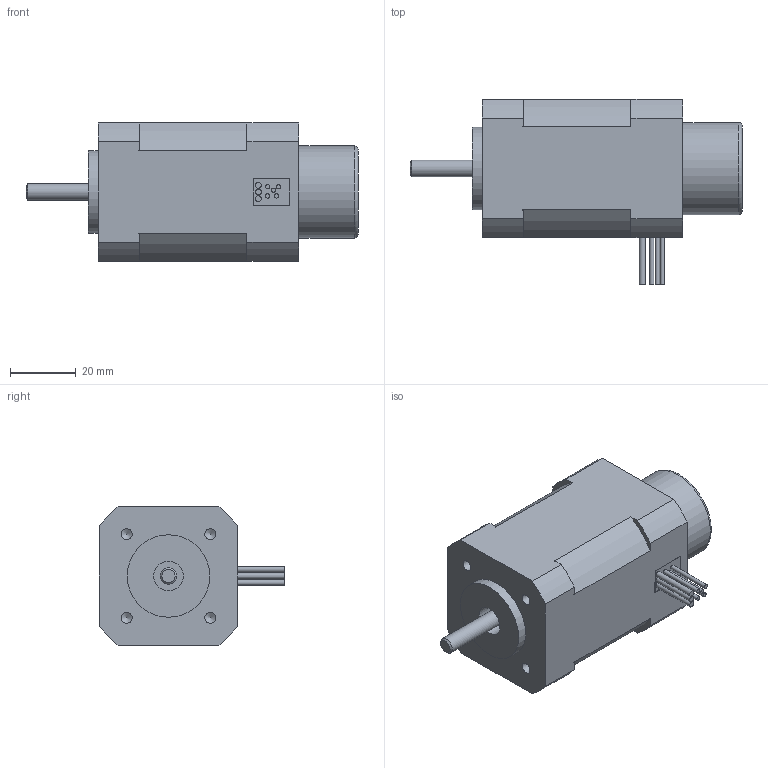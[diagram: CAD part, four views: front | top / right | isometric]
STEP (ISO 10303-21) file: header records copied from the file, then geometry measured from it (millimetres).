
FILE_DESCRIPTION(/* description */ (''),/* implementation_level */ '2;1');
FILE_NAME(/* name */ 'QBL4208-61-04-013-1024-AT.step',/* time_stamp */ '2019-05-09T11:13:11+02:00',/* author */ ('jakob.buesch'),/* organization */ (''),/* preprocessor_version */ 'ST-DEVELOPER v18',/* originating_system */ 'Autodesk Translation Framework v8.2.0.1029',/* authorisation */ '');
FILE_SCHEMA (('AUTOMOTIVE_DESIGN { 1 0 10303 214 3 1 1 }'));
Length unit declared in the file: millimetre
Products named in the file (1): QBL4208-61-04-013-1024-AT
Bounding box: 101 x 56.3 x 42 mm (x, y, z)
Volume: 114860.8 mm3; surface area: 15909.6 mm2
Topology: 9 solids, 11 shells, 99 faces, 209 edges, 143 vertices
Faces by surface type: plane 49, cylinder 38, cone 11, torus 1
Full cylindrical faces by diameter (mm): 1.3 x10, 1.8 x6, 2.5 x2, 3.332 x4, 5 x1, 9 x1, 25.1 x1, 28 x1
Entity records: 2712 total; most frequent: DIRECTION 513, CARTESIAN_POINT 446, ORIENTED_EDGE 406, AXIS2_PLACEMENT_3D 210, EDGE_CURVE 203, VERTEX_POINT 143, EDGE_LOOP 116, CIRCLE 110
